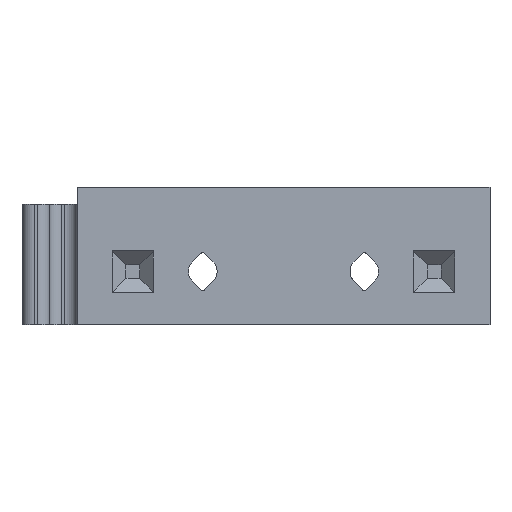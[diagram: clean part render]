
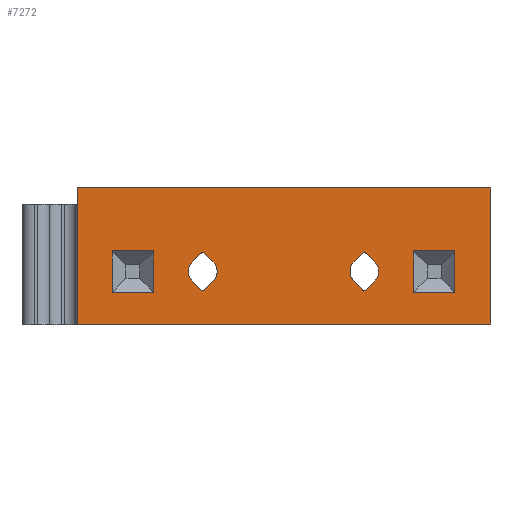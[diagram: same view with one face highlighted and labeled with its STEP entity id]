
A CAD part, front view. The second image highlights one B-rep face of the part: STEP entity #7272.
In plain terms, the highlighted planar face has unit normal (0, -1, 0).
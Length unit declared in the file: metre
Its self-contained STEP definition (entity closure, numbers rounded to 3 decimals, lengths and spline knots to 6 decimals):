
#169=CIRCLE('',#7780,0.002075);
#174=CIRCLE('',#7801,0.002075);
#177=CIRCLE('',#7805,0.0004);
#178=CIRCLE('',#7806,0.002075);
#179=CIRCLE('',#7807,0.0004);
#180=CIRCLE('',#7808,0.002075);
#181=CIRCLE('',#7809,0.0004);
#182=CIRCLE('',#7810,0.0004);
#368=PLANE('',#7804);
#610=LINE('',#10570,#1339);
#748=LINE('',#11029,#1477);
#922=LINE('',#11759,#1651);
#923=LINE('',#11762,#1652);
#924=LINE('',#11764,#1653);
#925=LINE('',#11766,#1654);
#926=LINE('',#11767,#1655);
#927=LINE('',#11770,#1656);
#928=LINE('',#11772,#1657);
#929=LINE('',#11774,#1658);
#930=LINE('',#11775,#1659);
#931=LINE('',#11776,#1660);
#932=LINE('',#11777,#1661);
#933=LINE('',#11779,#1662);
#934=LINE('',#11783,#1663);
#935=LINE('',#11787,#1664);
#936=LINE('',#11790,#1665);
#937=LINE('',#11795,#1666);
#938=LINE('',#11799,#1667);
#939=LINE('',#11800,#1668);
#1339=VECTOR('',#8216,1.);
#1477=VECTOR('',#8482,1.);
#1651=VECTOR('',#8962,1.);
#1652=VECTOR('',#8963,1.);
#1653=VECTOR('',#8964,1.);
#1654=VECTOR('',#8965,1.);
#1655=VECTOR('',#8966,1.);
#1656=VECTOR('',#8967,1.);
#1657=VECTOR('',#8968,1.);
#1658=VECTOR('',#8969,1.);
#1659=VECTOR('',#8970,1.);
#1660=VECTOR('',#8971,1.);
#1661=VECTOR('',#8972,1.);
#1662=VECTOR('',#8973,1.);
#1663=VECTOR('',#8976,1.);
#1664=VECTOR('',#8979,1.);
#1665=VECTOR('',#8982,1.);
#1666=VECTOR('',#8985,1.);
#1667=VECTOR('',#8988,1.);
#1668=VECTOR('',#8989,1.);
#2904=ORIENTED_EDGE('',*,*,#4892,.F.);
#2905=ORIENTED_EDGE('',*,*,#4893,.F.);
#2906=ORIENTED_EDGE('',*,*,#4894,.T.);
#2907=ORIENTED_EDGE('',*,*,#4895,.T.);
#2908=ORIENTED_EDGE('',*,*,#4896,.F.);
#2909=ORIENTED_EDGE('',*,*,#4897,.F.);
#2910=ORIENTED_EDGE('',*,*,#4898,.T.);
#2911=ORIENTED_EDGE('',*,*,#4899,.T.);
#2912=ORIENTED_EDGE('',*,*,#4900,.T.);
#2913=ORIENTED_EDGE('',*,*,#4572,.F.);
#2914=ORIENTED_EDGE('',*,*,#4901,.T.);
#2915=ORIENTED_EDGE('',*,*,#4378,.T.);
#2916=ORIENTED_EDGE('',*,*,#4902,.F.);
#2917=ORIENTED_EDGE('',*,*,#4887,.F.);
#2918=ORIENTED_EDGE('',*,*,#4903,.F.);
#2919=ORIENTED_EDGE('',*,*,#4904,.F.);
#2920=ORIENTED_EDGE('',*,*,#4905,.T.);
#2921=ORIENTED_EDGE('',*,*,#4906,.F.);
#2922=ORIENTED_EDGE('',*,*,#4907,.T.);
#2923=ORIENTED_EDGE('',*,*,#4908,.F.);
#2924=ORIENTED_EDGE('',*,*,#4909,.F.);
#2925=ORIENTED_EDGE('',*,*,#4910,.F.);
#2926=ORIENTED_EDGE('',*,*,#4911,.F.);
#2927=ORIENTED_EDGE('',*,*,#4912,.F.);
#2928=ORIENTED_EDGE('',*,*,#4913,.T.);
#2929=ORIENTED_EDGE('',*,*,#4847,.F.);
#2930=ORIENTED_EDGE('',*,*,#4914,.T.);
#2931=ORIENTED_EDGE('',*,*,#4915,.F.);
#4378=EDGE_CURVE('',#5440,#5439,#610,.F.);
#4572=EDGE_CURVE('',#5609,#5610,#748,.F.);
#4847=EDGE_CURVE('',#5828,#5829,#169,.T.);
#4887=EDGE_CURVE('',#5868,#5849,#174,.T.);
#4892=EDGE_CURVE('',#5873,#5874,#922,.T.);
#4893=EDGE_CURVE('',#5875,#5873,#923,.T.);
#4894=EDGE_CURVE('',#5875,#5876,#924,.T.);
#4895=EDGE_CURVE('',#5876,#5874,#925,.T.);
#4896=EDGE_CURVE('',#5877,#5878,#926,.T.);
#4897=EDGE_CURVE('',#5879,#5877,#927,.T.);
#4898=EDGE_CURVE('',#5879,#5880,#928,.T.);
#4899=EDGE_CURVE('',#5880,#5878,#929,.T.);
#4900=EDGE_CURVE('',#5439,#5610,#930,.T.);
#4901=EDGE_CURVE('',#5609,#5440,#931,.T.);
#4902=EDGE_CURVE('',#5849,#5881,#932,.T.);
#4903=EDGE_CURVE('',#5882,#5868,#933,.T.);
#4904=EDGE_CURVE('',#5883,#5882,#177,.T.);
#4905=EDGE_CURVE('',#5883,#5884,#934,.T.);
#4906=EDGE_CURVE('',#5885,#5884,#178,.T.);
#4907=EDGE_CURVE('',#5885,#5886,#935,.T.);
#4908=EDGE_CURVE('',#5881,#5886,#179,.T.);
#4909=EDGE_CURVE('',#5887,#5888,#936,.T.);
#4910=EDGE_CURVE('',#5889,#5887,#180,.T.);
#4911=EDGE_CURVE('',#5890,#5889,#937,.T.);
#4912=EDGE_CURVE('',#5891,#5890,#181,.T.);
#4913=EDGE_CURVE('',#5891,#5829,#938,.T.);
#4914=EDGE_CURVE('',#5828,#5892,#939,.T.);
#4915=EDGE_CURVE('',#5888,#5892,#182,.T.);
#5439=VERTEX_POINT('',#10569);
#5440=VERTEX_POINT('',#10571);
#5609=VERTEX_POINT('',#11028);
#5610=VERTEX_POINT('',#11030);
#5828=VERTEX_POINT('',#11639);
#5829=VERTEX_POINT('',#11641);
#5849=VERTEX_POINT('',#11695);
#5868=VERTEX_POINT('',#11748);
#5873=VERTEX_POINT('',#11760);
#5874=VERTEX_POINT('',#11761);
#5875=VERTEX_POINT('',#11763);
#5876=VERTEX_POINT('',#11765);
#5877=VERTEX_POINT('',#11768);
#5878=VERTEX_POINT('',#11769);
#5879=VERTEX_POINT('',#11771);
#5880=VERTEX_POINT('',#11773);
#5881=VERTEX_POINT('',#11778);
#5882=VERTEX_POINT('',#11780);
#5883=VERTEX_POINT('',#11782);
#5884=VERTEX_POINT('',#11784);
#5885=VERTEX_POINT('',#11786);
#5886=VERTEX_POINT('',#11788);
#5887=VERTEX_POINT('',#11791);
#5888=VERTEX_POINT('',#11792);
#5889=VERTEX_POINT('',#11794);
#5890=VERTEX_POINT('',#11796);
#5891=VERTEX_POINT('',#11798);
#5892=VERTEX_POINT('',#11801);
#6389=EDGE_LOOP('',(#2904,#2905,#2906,#2907));
#6390=EDGE_LOOP('',(#2908,#2909,#2910,#2911));
#6391=EDGE_LOOP('',(#2912,#2913,#2914,#2915));
#6392=EDGE_LOOP('',(#2916,#2917,#2918,#2919,#2920,#2921,#2922,#2923));
#6393=EDGE_LOOP('',(#2924,#2925,#2926,#2927,#2928,#2929,#2930,#2931));
#6804=FACE_BOUND('',#6389,.T.);
#6805=FACE_BOUND('',#6390,.T.);
#6806=FACE_BOUND('',#6391,.T.);
#6807=FACE_BOUND('',#6392,.T.);
#6808=FACE_BOUND('',#6393,.T.);
#7272=ADVANCED_FACE('',(#6804,#6805,#6806,#6807,#6808),#368,.T.);
#7780=AXIS2_PLACEMENT_3D('',#11640,#8897,#8898);
#7801=AXIS2_PLACEMENT_3D('',#11749,#8952,#8953);
#7804=AXIS2_PLACEMENT_3D('',#11758,#8960,#8961);
#7805=AXIS2_PLACEMENT_3D('',#11781,#8974,#8975);
#7806=AXIS2_PLACEMENT_3D('',#11785,#8977,#8978);
#7807=AXIS2_PLACEMENT_3D('',#11789,#8980,#8981);
#7808=AXIS2_PLACEMENT_3D('',#11793,#8983,#8984);
#7809=AXIS2_PLACEMENT_3D('',#11797,#8986,#8987);
#7810=AXIS2_PLACEMENT_3D('',#11802,#8990,#8991);
#8216=DIRECTION('',(1.,0.,0.));
#8482=DIRECTION('',(1.,0.,0.));
#8897=DIRECTION('',(0.,-1.,0.));
#8898=DIRECTION('',(1.,0.,0.));
#8952=DIRECTION('',(0.,-1.,0.));
#8953=DIRECTION('',(1.,0.,0.));
#8960=DIRECTION('',(0.,-1.,0.));
#8961=DIRECTION('',(1.,0.,0.));
#8962=DIRECTION('',(0.,0.,1.));
#8963=DIRECTION('',(1.,0.,0.));
#8964=DIRECTION('',(0.,0.,1.));
#8965=DIRECTION('',(1.,0.,0.));
#8966=DIRECTION('',(-1.,0.,0.));
#8967=DIRECTION('',(0.,0.,1.));
#8968=DIRECTION('',(-1.,0.,0.));
#8969=DIRECTION('',(0.,0.,1.));
#8970=DIRECTION('',(0.,0.,-1.));
#8971=DIRECTION('',(0.,0.,1.));
#8972=DIRECTION('',(0.707,0.,-0.707));
#8973=DIRECTION('',(-0.707,0.,-0.707));
#8974=DIRECTION('',(0.,-1.,0.));
#8975=DIRECTION('',(1.,0.,0.));
#8976=DIRECTION('',(0.707,0.,-0.707));
#8977=DIRECTION('',(0.,-1.,0.));
#8978=DIRECTION('',(1.,0.,0.));
#8979=DIRECTION('',(-0.707,0.,-0.707));
#8980=DIRECTION('',(0.,-1.,0.));
#8981=DIRECTION('',(1.,0.,0.));
#8982=DIRECTION('',(0.707,0.,-0.707));
#8983=DIRECTION('',(0.,-1.,0.));
#8984=DIRECTION('',(1.,0.,0.));
#8985=DIRECTION('',(-0.707,0.,-0.707));
#8986=DIRECTION('',(0.,-1.,0.));
#8987=DIRECTION('',(1.,0.,0.));
#8988=DIRECTION('',(0.707,0.,-0.707));
#8989=DIRECTION('',(-0.707,0.,-0.707));
#8990=DIRECTION('',(0.,-1.,0.));
#8991=DIRECTION('',(1.,0.,0.));
#10569=CARTESIAN_POINT('',(1.59,1.230025,0.38));
#10570=CARTESIAN_POINT('',(1.397889,1.230025,0.38));
#10571=CARTESIAN_POINT('',(1.65,1.230025,0.38));
#11028=CARTESIAN_POINT('',(1.65,1.230025,0.36));
#11029=CARTESIAN_POINT('',(1.697889,1.230025,0.36));
#11030=CARTESIAN_POINT('',(1.59,1.230025,0.36));
#11639=CARTESIAN_POINT('',(1.609734,1.230025,0.366266));
#11640=CARTESIAN_POINT('',(1.608267,1.230025,0.367733));
#11641=CARTESIAN_POINT('',(1.609734,1.230025,0.369201));
#11695=CARTESIAN_POINT('',(1.630266,1.230025,0.366266));
#11748=CARTESIAN_POINT('',(1.630266,1.230025,0.369201));
#11749=CARTESIAN_POINT('',(1.631733,1.230025,0.367733));
#11758=CARTESIAN_POINT('',(1.397889,1.230025,0.38));
#11759=CARTESIAN_POINT('',(1.644904,1.230025,0.369233));
#11760=CARTESIAN_POINT('',(1.644904,1.230025,0.364733));
#11761=CARTESIAN_POINT('',(1.644904,1.230025,0.370733));
#11762=CARTESIAN_POINT('',(1.641904,1.230025,0.364733));
#11763=CARTESIAN_POINT('',(1.638904,1.230025,0.364733));
#11764=CARTESIAN_POINT('',(1.638904,1.230025,0.367733));
#11765=CARTESIAN_POINT('',(1.638904,1.230025,0.370733));
#11766=CARTESIAN_POINT('',(1.641904,1.230025,0.370733));
#11767=CARTESIAN_POINT('',(1.598096,1.230025,0.370733));
#11768=CARTESIAN_POINT('',(1.601096,1.230025,0.370733));
#11769=CARTESIAN_POINT('',(1.595096,1.230025,0.370733));
#11770=CARTESIAN_POINT('',(1.601096,1.230025,0.367733));
#11771=CARTESIAN_POINT('',(1.601096,1.230025,0.364733));
#11772=CARTESIAN_POINT('',(1.598096,1.230025,0.364733));
#11773=CARTESIAN_POINT('',(1.595096,1.230025,0.364733));
#11774=CARTESIAN_POINT('',(1.595096,1.230025,0.367733));
#11775=CARTESIAN_POINT('',(1.59,1.230025,0.38));
#11776=CARTESIAN_POINT('',(1.65,1.230025,0.38));
#11777=CARTESIAN_POINT('',(1.507211,1.230025,0.489322));
#11778=CARTESIAN_POINT('',(1.631451,1.230025,0.365082));
#11779=CARTESIAN_POINT('',(1.519477,1.230025,0.258412));
#11780=CARTESIAN_POINT('',(1.631451,1.230025,0.370385));
#11781=CARTESIAN_POINT('',(1.631733,1.230025,0.370102));
#11782=CARTESIAN_POINT('',(1.632016,1.230025,0.370385));
#11783=CARTESIAN_POINT('',(1.510145,1.230025,0.492256));
#11784=CARTESIAN_POINT('',(1.633201,1.230025,0.369201));
#11785=CARTESIAN_POINT('',(1.631733,1.230025,0.367733));
#11786=CARTESIAN_POINT('',(1.633201,1.230025,0.366266));
#11787=CARTESIAN_POINT('',(1.522412,1.230025,0.255477));
#11788=CARTESIAN_POINT('',(1.632016,1.230025,0.365082));
#11789=CARTESIAN_POINT('',(1.631733,1.230025,0.365365));
#11790=CARTESIAN_POINT('',(1.495477,1.230025,0.477588));
#11791=CARTESIAN_POINT('',(1.606799,1.230025,0.366266));
#11792=CARTESIAN_POINT('',(1.607984,1.230025,0.365082));
#11793=CARTESIAN_POINT('',(1.608267,1.230025,0.367733));
#11794=CARTESIAN_POINT('',(1.606799,1.230025,0.369201));
#11795=CARTESIAN_POINT('',(1.507744,1.230025,0.270145));
#11796=CARTESIAN_POINT('',(1.607984,1.230025,0.370385));
#11797=CARTESIAN_POINT('',(1.608267,1.230025,0.370102));
#11798=CARTESIAN_POINT('',(1.608549,1.230025,0.370385));
#11799=CARTESIAN_POINT('',(1.498412,1.230025,0.480523));
#11800=CARTESIAN_POINT('',(1.510678,1.230025,0.267211));
#11801=CARTESIAN_POINT('',(1.608549,1.230025,0.365082));
#11802=CARTESIAN_POINT('',(1.608267,1.230025,0.365365));
